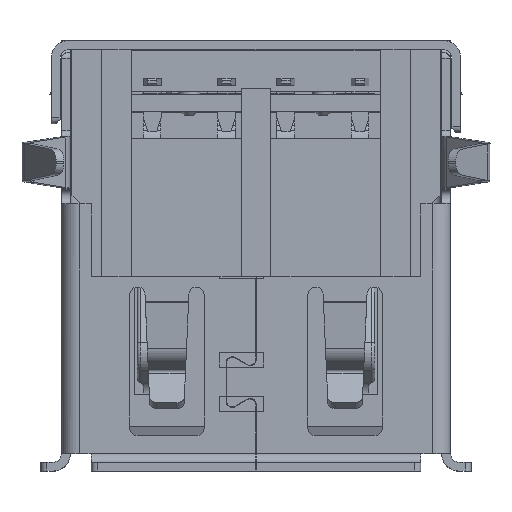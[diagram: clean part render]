
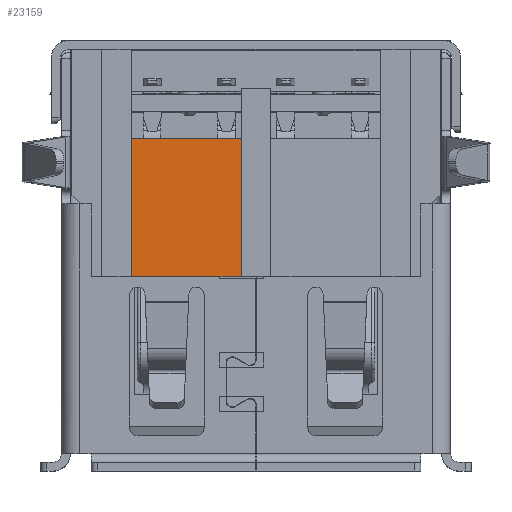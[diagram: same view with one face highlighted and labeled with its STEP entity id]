
A CAD part, top view. The second image highlights one B-rep face of the part: STEP entity #23159.
In plain terms, the highlighted planar face has unit normal (0, 0, 1).
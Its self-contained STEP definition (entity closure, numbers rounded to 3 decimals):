
#7042=ORIENTED_EDGE('',*,*,#10664,.F.);
#7043=ORIENTED_EDGE('',*,*,#10821,.T.);
#7044=ORIENTED_EDGE('',*,*,#10822,.T.);
#7045=ORIENTED_EDGE('',*,*,#10823,.T.);
#10664=EDGE_CURVE('',#13022,#13023,#15453,.T.);
#10821=EDGE_CURVE('',#13022,#13136,#15610,.F.);
#10822=EDGE_CURVE('',#13136,#13137,#15611,.T.);
#10823=EDGE_CURVE('',#13137,#13023,#15612,.T.);
#13022=VERTEX_POINT('',#44073);
#13023=VERTEX_POINT('',#44074);
#13136=VERTEX_POINT('',#44388);
#13137=VERTEX_POINT('',#44390);
#15453=LINE('',#44072,#18072);
#15610=LINE('',#44387,#18229);
#15611=LINE('',#44389,#18230);
#15612=LINE('',#44391,#18231);
#18072=VECTOR('',#36808,1000.);
#18229=VECTOR('',#37053,1000.);
#18230=VECTOR('',#37054,1000.);
#18231=VECTOR('',#37055,1000.);
#19713=EDGE_LOOP('',(#7042,#7043,#7044,#7045));
#21028=FACE_BOUND('',#19713,.T.);
#21944=PLANE('',#31298);
#23159=ADVANCED_FACE('',(#21028),#21944,.T.);
#31298=AXIS2_PLACEMENT_3D('',#44386,#37051,#37052);
#36808=DIRECTION('',(1.,0.,0.));
#37051=DIRECTION('',(0.,0.,1.));
#37052=DIRECTION('',(1.,0.,0.));
#37053=DIRECTION('',(0.,1.,0.));
#37054=DIRECTION('',(1.,0.,0.));
#37055=DIRECTION('',(0.,1.,0.));
#44072=CARTESIAN_POINT('',(-5.,-0.4,3.56));
#44073=CARTESIAN_POINT('',(-4.2,-0.4,3.56));
#44074=CARTESIAN_POINT('',(-0.5,-0.4,3.56));
#44386=CARTESIAN_POINT('',(-4.2,-5.05,3.56));
#44387=CARTESIAN_POINT('',(-4.2,-5.05,3.56));
#44388=CARTESIAN_POINT('',(-4.2,-5.05,3.56));
#44389=CARTESIAN_POINT('',(-4.2,-5.05,3.56));
#44390=CARTESIAN_POINT('',(-0.5,-5.05,3.56));
#44391=CARTESIAN_POINT('',(-0.5,-5.05,3.56));
